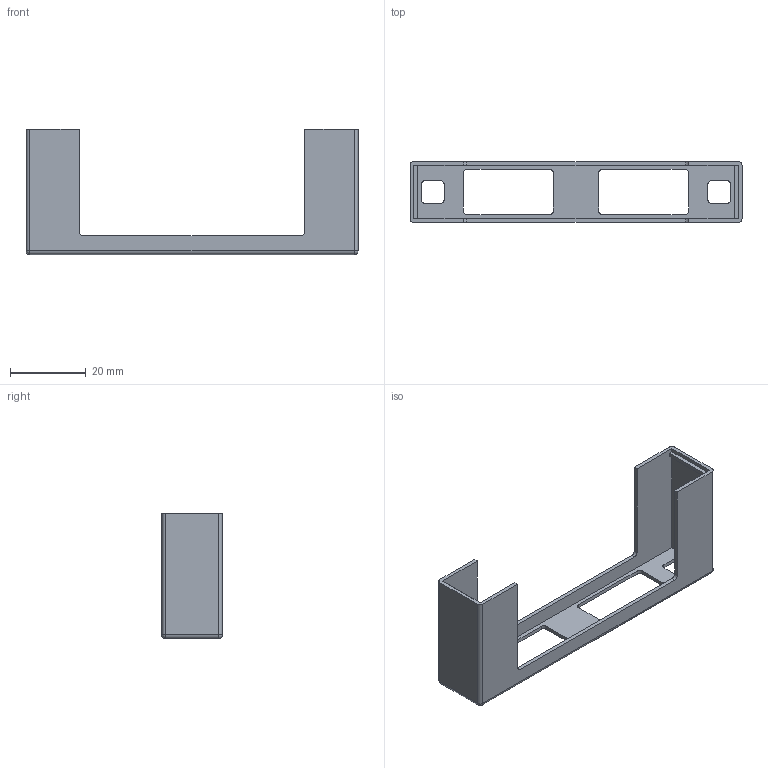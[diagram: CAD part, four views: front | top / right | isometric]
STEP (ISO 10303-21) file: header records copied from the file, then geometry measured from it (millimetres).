
FILE_DESCRIPTION(/* description */ (''),/* implementation_level */ '2;1');
FILE_NAME(/* name */ 'termination_lv_cover.ipt.stp',/* time_stamp */ '2016-11-04T11:03:25+01:00',/* author */ ('tguillod'),/* organization */ (''),/* preprocessor_version */ 'ST-DEVELOPER v15.2',/* originating_system */ 'Autodesk Inventor 2014',/* authorisation */ '');
FILE_SCHEMA (('AUTOMOTIVE_DESIGN { 1 0 10303 214 3 1 1 }'));
Length unit declared in the file: millimetre
Products named in the file (1): termination_lv_cover
Bounding box: 87.5 x 16 x 33 mm (x, y, z)
Volume: 3882.2 mm3; surface area: 8259.1 mm2
Topology: 1 solids, 1 shells, 74 faces, 204 edges, 132 vertices
Faces by surface type: plane 42, cylinder 28, sphere 4
Entity records: 2385 total; most frequent: CARTESIAN_POINT 411, DIRECTION 410, ORIENTED_EDGE 408, EDGE_CURVE 204, LINE 148, VECTOR 148, VERTEX_POINT 132, AXIS2_PLACEMENT_3D 131
